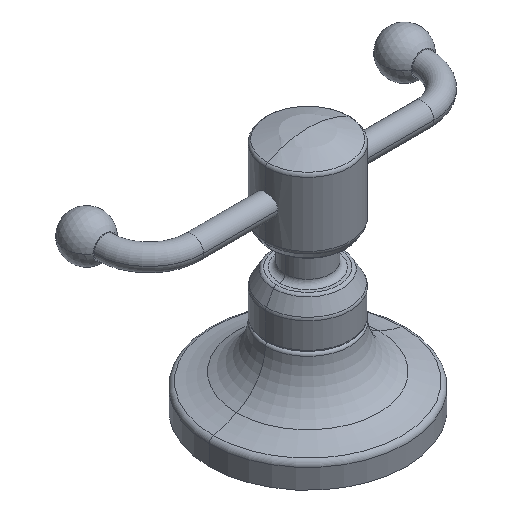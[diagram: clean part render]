
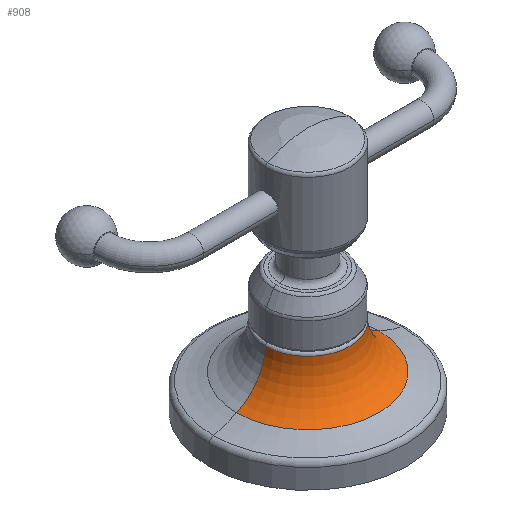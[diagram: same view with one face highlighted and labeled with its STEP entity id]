
A CAD part, isometric view. The second image highlights one B-rep face of the part: STEP entity #908.
In plain terms, the highlighted toroidal (fillet/blend) face has major radius 26.988 mm and minor radius 14.732 mm.
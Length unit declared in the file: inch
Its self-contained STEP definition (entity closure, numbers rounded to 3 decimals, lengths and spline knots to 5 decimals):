
#60=CARTESIAN_POINT('',(0.,0.,0.87148));
#61=DIRECTION('',(0.,0.,1.));
#62=DIRECTION('',(-1.,0.,0.));
#63=AXIS2_PLACEMENT_3D('',#60,#61,#62);
#65=CARTESIAN_POINT('',(0.,0.,0.37695));
#66=DIRECTION('',(0.,0.,-1.));
#67=DIRECTION('',(1.,0.,0.));
#68=AXIS2_PLACEMENT_3D('',#65,#66,#67);
#105=CARTESIAN_POINT('',(-1.0625,0.,0.9));
#106=DIRECTION('',(0.,-1.,0.));
#107=DIRECTION('',(0.432,0.,-0.902));
#108=AXIS2_PLACEMENT_3D('',#105,#106,#107);
#115=CARTESIAN_POINT('',(1.0625,0.,0.9));
#116=DIRECTION('',(0.,1.,0.));
#117=DIRECTION('',(-0.432,0.,-0.902));
#118=AXIS2_PLACEMENT_3D('',#115,#116,#117);
#676=CARTESIAN_POINT('',(0.4832,0.,0.87148));
#677=CARTESIAN_POINT('',(-0.4832,0.,0.87148));
#678=VERTEX_POINT('',#676);
#679=VERTEX_POINT('',#677);
#680=CARTESIAN_POINT('',(0.81186,0.,0.37695));
#681=VERTEX_POINT('',#680);
#682=CARTESIAN_POINT('',(-0.81186,0.,0.37695));
#683=VERTEX_POINT('',#682);
#894=CARTESIAN_POINT('',(0.,0.,0.9));
#895=DIRECTION('',(0.,0.,-1.));
#896=DIRECTION('',(-1.,0.,0.));
#897=AXIS2_PLACEMENT_3D('',#894,#895,#896);
#898=TOROIDAL_SURFACE('',#897,1.0625,0.58);
#900=ORIENTED_EDGE('',*,*,#899,.T.);
#902=ORIENTED_EDGE('',*,*,#901,.F.);
#903=ORIENTED_EDGE('',*,*,#876,.T.);
#905=ORIENTED_EDGE('',*,*,#904,.T.);
#906=EDGE_LOOP('',(#900,#902,#903,#905));
#907=FACE_OUTER_BOUND('',#906,.F.);
#908=ADVANCED_FACE('',(#907),#898,.F.);
#64=CIRCLE('',#63,0.4832);
#69=CIRCLE('',#68,0.81186);
#109=CIRCLE('',#108,0.58);
#119=CIRCLE('',#118,0.58);
#876=EDGE_CURVE('',#681,#683,#69,.T.);
#899=EDGE_CURVE('',#679,#678,#64,.T.);
#901=EDGE_CURVE('',#681,#678,#119,.T.);
#904=EDGE_CURVE('',#683,#679,#109,.T.);
